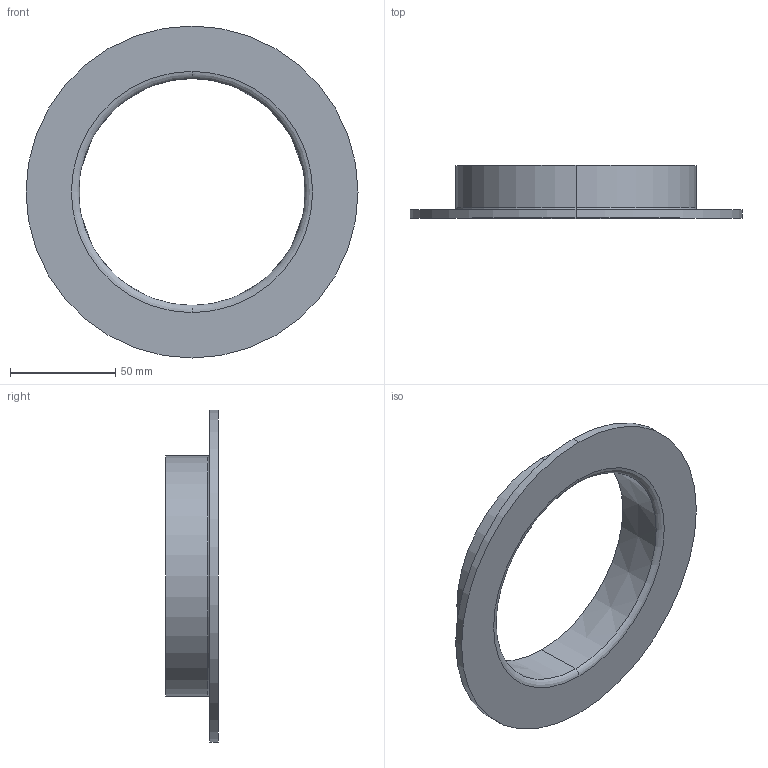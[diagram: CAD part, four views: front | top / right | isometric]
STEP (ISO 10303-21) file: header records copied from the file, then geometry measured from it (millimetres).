
FILE_DESCRIPTION (( 'STEP AP203' ), '1' );
FILE_NAME ('3D_R158_PN16_DN114.3_173159847.STEP', '2024-07-12T07:27:01', ( '' ), ( '' ), 'SwSTEP 2.0', 'SolidWorks 2024', '' );
FILE_SCHEMA (( 'CONFIG_CONTROL_DESIGN' ));
Length unit declared in the file: millimetre
Products named in the file (1): 3D_R158_PN16_DN114.3_173159847
Bounding box: 158 x 25 x 158 mm (x, y, z)
Volume: 62342.3 mm3; surface area: 38184.9 mm2
Topology: 1 solids, 1 shells, 13 faces, 26 edges, 16 vertices
Faces by surface type: torus 4, cylinder 4, plane 3, cone 2
Entity records: 429 total; most frequent: DIRECTION 74, CARTESIAN_POINT 56, ORIENTED_EDGE 52, AXIS2_PLACEMENT_3D 34, EDGE_CURVE 26, CIRCLE 20, EDGE_LOOP 16, VERTEX_POINT 16
